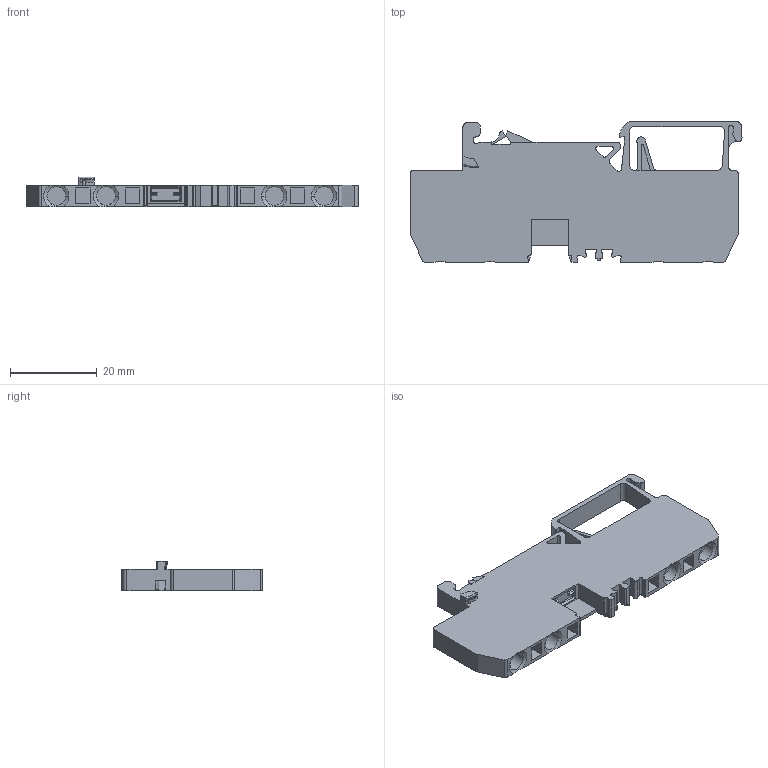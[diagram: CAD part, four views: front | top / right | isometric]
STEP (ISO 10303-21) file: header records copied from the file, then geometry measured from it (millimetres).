
FILE_DESCRIPTION(/* description */ (''),/* implementation_level */ '2;1');
FILE_NAME(/* name */ '225931.stp',/* time_stamp */ '2021-12-03T13:42:52+08:00',/* author */ (''),/* organization */ (''),/* preprocessor_version */ 'ST-DEVELOPER v16.7',/* originating_system */ 'SIEMENS PLM Software NX 12.0',/* authorisation */ '');
FILE_SCHEMA (('AUTOMOTIVE_DESIGN { 1 0 10303 214 3 1 1 1 }'));
Length unit declared in the file: millimetre
Products named in the file (1): sp1140t1003-04
Bounding box: 76.75 x 32.5 x 6.85 mm (x, y, z)
Volume: 8573.4 mm3; surface area: 5946.9 mm2
Topology: 1 solids, 1 shells, 259 faces, 738 edges, 485 vertices
Faces by surface type: plane 157, cylinder 84, cone 11, torus 5, sphere 2
Entity records: 8649 total; most frequent: CARTESIAN_POINT 1716, ORIENTED_EDGE 1476, DIRECTION 1428, EDGE_CURVE 738, LINE 510, VECTOR 510, VERTEX_POINT 485, AXIS2_PLACEMENT_3D 459
